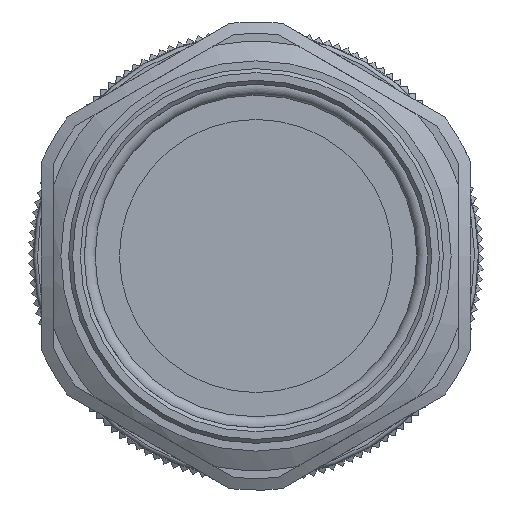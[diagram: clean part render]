
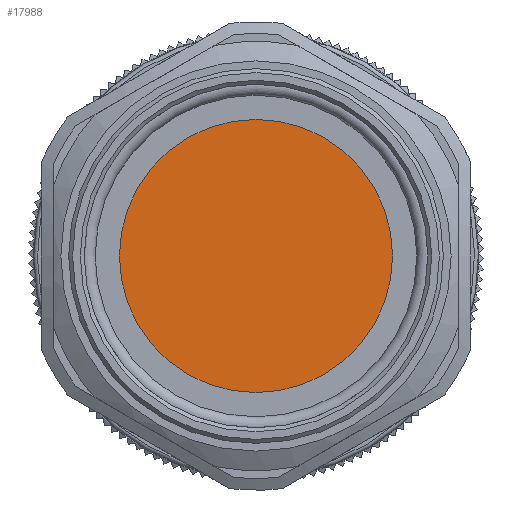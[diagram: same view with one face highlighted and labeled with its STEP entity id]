
A CAD part, left-side view. The second image highlights one B-rep face of the part: STEP entity #17988.
In plain terms, the highlighted planar face has unit normal (-1, 0, 0).
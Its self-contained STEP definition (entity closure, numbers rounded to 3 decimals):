
#4968=FACE_OUTER_BOUND('',#6037,.T.);
#6037=EDGE_LOOP('',(#12090,#12091));
#7175=CIRCLE('',#19081,17.5);
#7176=CIRCLE('',#19082,17.5);
#7644=VERTEX_POINT('',#23632);
#7645=VERTEX_POINT('',#23633);
#9370=EDGE_CURVE('',#7644,#7645,#7175,.T.);
#9371=EDGE_CURVE('',#7645,#7644,#7176,.T.);
#12090=ORIENTED_EDGE('',*,*,#9370,.F.);
#12091=ORIENTED_EDGE('',*,*,#9371,.F.);
#17528=PLANE('',#19080);
#17988=ADVANCED_FACE('',(#4968),#17528,.F.);
#19080=AXIS2_PLACEMENT_3D('',#23631,#20285,#20286);
#19081=AXIS2_PLACEMENT_3D('',#23634,#20287,#20288);
#19082=AXIS2_PLACEMENT_3D('',#23635,#20289,#20290);
#20285=DIRECTION('center_axis',(1.,0.,0.));
#20286=DIRECTION('ref_axis',(0.,0.,-1.));
#20287=DIRECTION('center_axis',(1.,0.,0.));
#20288=DIRECTION('ref_axis',(0.,0.,-1.));
#20289=DIRECTION('center_axis',(1.,0.,0.));
#20290=DIRECTION('ref_axis',(0.,0.,-1.));
#23631=CARTESIAN_POINT('Origin',(2.027,-3.756,0.));
#23632=CARTESIAN_POINT('',(2.027,13.744,0.));
#23633=CARTESIAN_POINT('',(2.027,-21.256,0.));
#23634=CARTESIAN_POINT('Origin',(2.027,-3.756,0.));
#23635=CARTESIAN_POINT('Origin',(2.027,-3.756,0.));
